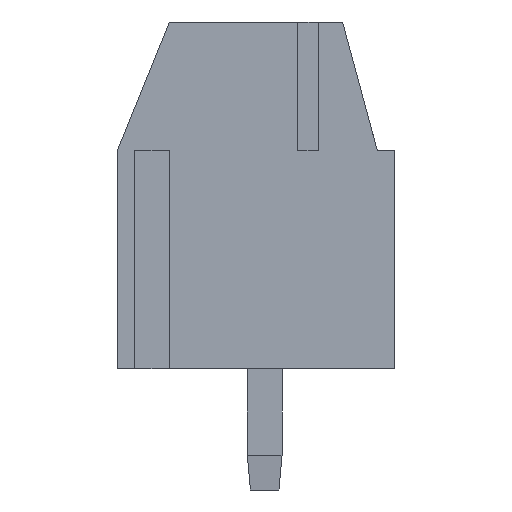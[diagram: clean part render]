
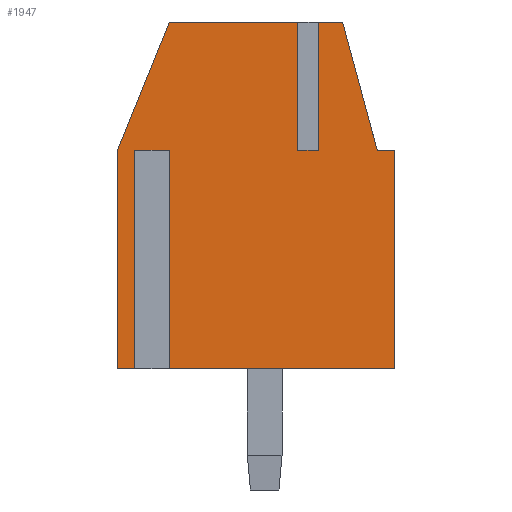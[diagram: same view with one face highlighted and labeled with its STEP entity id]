
A CAD part, left-side view. The second image highlights one B-rep face of the part: STEP entity #1947.
In plain terms, the highlighted planar face has unit normal (-1, 0, 0).
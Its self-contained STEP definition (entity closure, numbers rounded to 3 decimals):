
#1359=CARTESIAN_POINT('',(-7.62,3.55,6.3));
#1360=VERTEX_POINT('',#1359);
#1361=CARTESIAN_POINT('',(-7.62,2.95,6.3));
#1362=VERTEX_POINT('',#1361);
#1363=CARTESIAN_POINT('',(-7.62,3.55,6.3));
#1364=DIRECTION('',(0.0,-1.0,0.0));
#1365=VECTOR('',#1364,0.6);
#1366=LINE('',#1363,#1365);
#1367=EDGE_CURVE('',#1360,#1362,#1366,.T.);
#1431=CARTESIAN_POINT('',(-7.62,3.55,0.001));
#1432=VERTEX_POINT('',#1431);
#1433=CARTESIAN_POINT('',(-7.62,3.55,0.001));
#1434=DIRECTION('',(0.0,0.0,1.0));
#1435=VECTOR('',#1434,6.299);
#1436=LINE('',#1433,#1435);
#1437=EDGE_CURVE('',#1432,#1360,#1436,.T.);
#1517=CARTESIAN_POINT('',(-7.62,2.95,0.001));
#1518=VERTEX_POINT('',#1517);
#1519=CARTESIAN_POINT('',(-7.62,2.95,6.3));
#1520=DIRECTION('',(0.0,0.0,-1.0));
#1521=VECTOR('',#1520,6.299);
#1522=LINE('',#1519,#1521);
#1523=EDGE_CURVE('',#1362,#1518,#1522,.T.);
#1606=CARTESIAN_POINT('',(-7.62,2.95,0.001));
#1607=DIRECTION('',(0.0,1.0,0.0));
#1608=VECTOR('',#1607,0.6);
#1609=LINE('',#1606,#1608);
#1610=EDGE_CURVE('',#1518,#1432,#1609,.T.);
#1667=CARTESIAN_POINT('',(-7.62,-1.55,10.0));
#1668=VERTEX_POINT('',#1667);
#1676=CARTESIAN_POINT('',(-7.62,-1.55,6.3));
#1677=VERTEX_POINT('',#1676);
#1684=CARTESIAN_POINT('',(-7.62,-1.55,10.0));
#1685=DIRECTION('',(0.0,0.0,-1.0));
#1686=VECTOR('',#1685,3.7);
#1687=LINE('',#1684,#1686);
#1688=EDGE_CURVE('',#1668,#1677,#1687,.T.);
#1698=CARTESIAN_POINT('',(-7.62,-0.95,6.3));
#1699=VERTEX_POINT('',#1698);
#1700=CARTESIAN_POINT('',(-7.62,-1.55,6.3));
#1701=DIRECTION('',(0.0,1.0,0.0));
#1702=VECTOR('',#1701,0.6);
#1703=LINE('',#1700,#1702);
#1704=EDGE_CURVE('',#1677,#1699,#1703,.T.);
#1754=CARTESIAN_POINT('',(-7.62,-0.95,10.0));
#1755=VERTEX_POINT('',#1754);
#1756=CARTESIAN_POINT('',(-7.62,-0.95,6.3));
#1757=DIRECTION('',(0.0,0.0,1.0));
#1758=VECTOR('',#1757,3.7);
#1759=LINE('',#1756,#1758);
#1760=EDGE_CURVE('',#1699,#1755,#1759,.T.);
#1869=CARTESIAN_POINT('',(-7.62,-4.15,-0.5));
#1870=DIRECTION('',(1.0,0.0,0.0));
#1871=DIRECTION('',(0.0,1.0,0.0));
#1872=AXIS2_PLACEMENT_3D('',#1869,#1870,#1871);
#1873=PLANE('',#1872);
#1874=ORIENTED_EDGE('',*,*,#1688,.T.);
#1875=ORIENTED_EDGE('',*,*,#1704,.T.);
#1876=ORIENTED_EDGE('',*,*,#1760,.T.);
#1877=CARTESIAN_POINT('',(-7.62,2.75,10.0));
#1878=VERTEX_POINT('',#1877);
#1879=CARTESIAN_POINT('',(-7.62,2.75,10.0));
#1880=DIRECTION('',(0.0,-1.0,0.0));
#1881=VECTOR('',#1880,3.7);
#1882=LINE('',#1879,#1881);
#1883=EDGE_CURVE('',#1878,#1755,#1882,.T.);
#1884=ORIENTED_EDGE('',*,*,#1883,.F.);
#1885=CARTESIAN_POINT('',(-7.62,4.25,6.3));
#1886=VERTEX_POINT('',#1885);
#1887=CARTESIAN_POINT('',(-7.62,4.25,6.3));
#1888=DIRECTION('',(0.0,-0.376,0.927));
#1889=VECTOR('',#1888,3.992);
#1890=LINE('',#1887,#1889);
#1891=EDGE_CURVE('',#1886,#1878,#1890,.T.);
#1892=ORIENTED_EDGE('',*,*,#1891,.F.);
#1893=CARTESIAN_POINT('',(-7.62,4.25,0.));
#1894=VERTEX_POINT('',#1893);
#1895=CARTESIAN_POINT('',(-7.62,4.25,0.));
#1896=DIRECTION('',(0.0,0.0,1.0));
#1897=VECTOR('',#1896,6.3);
#1898=LINE('',#1895,#1897);
#1899=EDGE_CURVE('',#1894,#1886,#1898,.T.);
#1900=ORIENTED_EDGE('',*,*,#1899,.F.);
#1901=CARTESIAN_POINT('',(-7.62,-3.75,0.));
#1902=VERTEX_POINT('',#1901);
#1903=CARTESIAN_POINT('',(-7.62,-3.75,0.));
#1904=DIRECTION('',(0.0,1.0,0.0));
#1905=VECTOR('',#1904,8.0);
#1906=LINE('',#1903,#1905);
#1907=EDGE_CURVE('',#1902,#1894,#1906,.T.);
#1908=ORIENTED_EDGE('',*,*,#1907,.F.);
#1909=CARTESIAN_POINT('',(-7.62,-3.75,6.3));
#1910=VERTEX_POINT('',#1909);
#1911=CARTESIAN_POINT('',(-7.62,-3.75,6.3));
#1912=DIRECTION('',(0.0,0.0,-1.0));
#1913=VECTOR('',#1912,6.3);
#1914=LINE('',#1911,#1913);
#1915=EDGE_CURVE('',#1910,#1902,#1914,.T.);
#1916=ORIENTED_EDGE('',*,*,#1915,.F.);
#1917=CARTESIAN_POINT('',(-7.62,-3.25,6.3));
#1918=VERTEX_POINT('',#1917);
#1919=CARTESIAN_POINT('',(-7.62,-3.25,6.3));
#1920=DIRECTION('',(0.0,-1.0,0.0));
#1921=VECTOR('',#1920,0.5);
#1922=LINE('',#1919,#1921);
#1923=EDGE_CURVE('',#1918,#1910,#1922,.T.);
#1924=ORIENTED_EDGE('',*,*,#1923,.F.);
#1925=CARTESIAN_POINT('',(-7.62,-2.25,10.0));
#1926=VERTEX_POINT('',#1925);
#1927=CARTESIAN_POINT('',(-7.62,-2.25,10.0));
#1928=DIRECTION('',(0.0,-0.261,-0.965));
#1929=VECTOR('',#1928,3.833);
#1930=LINE('',#1927,#1929);
#1931=EDGE_CURVE('',#1926,#1918,#1930,.T.);
#1932=ORIENTED_EDGE('',*,*,#1931,.F.);
#1933=CARTESIAN_POINT('',(-7.62,-1.55,10.0));
#1934=DIRECTION('',(0.0,-1.0,0.0));
#1935=VECTOR('',#1934,0.7);
#1936=LINE('',#1933,#1935);
#1937=EDGE_CURVE('',#1668,#1926,#1936,.T.);
#1938=ORIENTED_EDGE('',*,*,#1937,.F.);
#1939=EDGE_LOOP('',(#1874,#1875,#1876,#1884,#1892,#1900,#1908,#1916,#1924,#1932,#1938));
#1940=FACE_OUTER_BOUND('',#1939,.T.);
#1941=ORIENTED_EDGE('',*,*,#1437,.T.);
#1942=ORIENTED_EDGE('',*,*,#1367,.T.);
#1943=ORIENTED_EDGE('',*,*,#1523,.T.);
#1944=ORIENTED_EDGE('',*,*,#1610,.T.);
#1945=EDGE_LOOP('',(#1941,#1942,#1943,#1944));
#1946=FACE_BOUND('',#1945,.T.);
#1947=ADVANCED_FACE('',(#1940,#1946),#1873,.F.);
